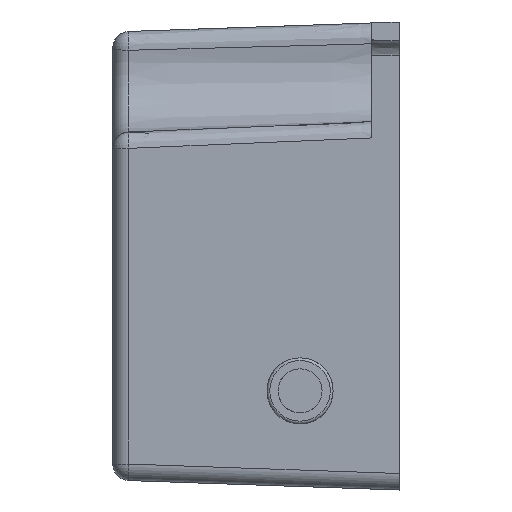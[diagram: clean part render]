
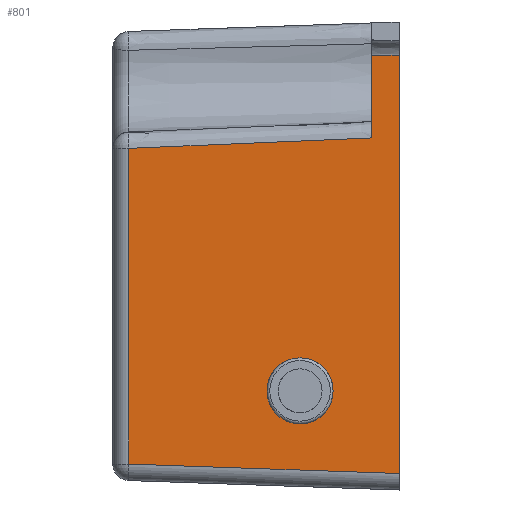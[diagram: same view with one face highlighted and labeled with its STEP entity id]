
A CAD part, left-side view. The second image highlights one B-rep face of the part: STEP entity #801.
In plain terms, the highlighted planar face has unit normal (-0.999, 0.035, 0).
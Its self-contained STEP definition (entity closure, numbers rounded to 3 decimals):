
#25=B_SPLINE_CURVE_WITH_KNOTS('',3,(#1309,#1310,#1311,#1312),
 .UNSPECIFIED.,.F.,.F.,(4,4),(-2.609,-0.401),
 .UNSPECIFIED.);
#39=FACE_BOUND('',#187,.T.);
#64=ELLIPSE('',#882,3.002,3.);
#131=FACE_OUTER_BOUND('',#186,.T.);
#186=EDGE_LOOP('',(#593,#594,#595,#596,#597,#598));
#187=EDGE_LOOP('',(#599));
#230=LINE('',#1227,#282);
#238=LINE('',#1259,#290);
#246=LINE('',#1307,#298);
#247=LINE('',#1314,#299);
#248=LINE('',#1315,#300);
#282=VECTOR('',#962,10.);
#290=VECTOR('',#988,10.);
#298=VECTOR('',#1046,10.);
#299=VECTOR('',#1047,10.);
#300=VECTOR('',#1048,10.);
#340=VERTEX_POINT('',#1224);
#341=VERTEX_POINT('',#1226);
#350=VERTEX_POINT('',#1258);
#362=VERTEX_POINT('',#1295);
#365=VERTEX_POINT('',#1306);
#366=VERTEX_POINT('',#1308);
#367=VERTEX_POINT('',#1313);
#413=EDGE_CURVE('',#341,#340,#230,.T.);
#427=EDGE_CURVE('',#341,#350,#238,.T.);
#446=EDGE_CURVE('',#362,#362,#64,.T.);
#450=EDGE_CURVE('',#340,#365,#246,.T.);
#451=EDGE_CURVE('',#366,#365,#25,.T.);
#452=EDGE_CURVE('',#367,#366,#247,.T.);
#453=EDGE_CURVE('',#350,#367,#248,.T.);
#593=ORIENTED_EDGE('',*,*,#413,.T.);
#594=ORIENTED_EDGE('',*,*,#450,.T.);
#595=ORIENTED_EDGE('',*,*,#451,.F.);
#596=ORIENTED_EDGE('',*,*,#452,.F.);
#597=ORIENTED_EDGE('',*,*,#453,.F.);
#598=ORIENTED_EDGE('',*,*,#427,.F.);
#599=ORIENTED_EDGE('',*,*,#446,.T.);
#772=PLANE('',#887);
#801=ADVANCED_FACE('',(#131,#39),#772,.T.);
#882=AXIS2_PLACEMENT_3D('',#1297,#1033,#1034);
#887=AXIS2_PLACEMENT_3D('',#1305,#1044,#1045);
#962=DIRECTION('',(0.035,0.999,0.));
#988=DIRECTION('',(0.,0.,-1.));
#1033=DIRECTION('center_axis',(0.999,-0.035,0.));
#1034=DIRECTION('ref_axis',(-0.035,-0.999,0.));
#1044=DIRECTION('center_axis',(-0.999,0.035,0.));
#1045=DIRECTION('ref_axis',(0.,0.,1.));
#1046=DIRECTION('',(0.,0.,-1.));
#1047=DIRECTION('',(0.,0.,1.));
#1048=DIRECTION('',(0.035,0.999,0.035));
#1224=CARTESIAN_POINT('',(0.087,2.5,39.5));
#1226=CARTESIAN_POINT('',(0.,0.,39.5));
#1227=CARTESIAN_POINT('',(0.002,0.057,39.5));
#1258=CARTESIAN_POINT('',(0.,0.,1.499));
#1259=CARTESIAN_POINT('',(0.,0.,42.5));
#1295=CARTESIAN_POINT('',(0.314,9.,12.));
#1297=CARTESIAN_POINT('Origin',(0.314,9.,9.));
#1305=CARTESIAN_POINT('Origin',(0.,0.,34.502));
#1306=CARTESIAN_POINT('',(0.087,2.5,31.97));
#1307=CARTESIAN_POINT('',(0.087,2.5,42.5));
#1308=CARTESIAN_POINT('',(0.857,24.552,31.026));
#1309=CARTESIAN_POINT('Ctrl Pts',(0.857,24.552,31.026));
#1310=CARTESIAN_POINT('Ctrl Pts',(0.601,17.201,31.322));
#1311=CARTESIAN_POINT('Ctrl Pts',(0.344,9.85,31.634));
#1312=CARTESIAN_POINT('Ctrl Pts',(0.087,2.5,31.97));
#1313=CARTESIAN_POINT('',(0.857,24.552,2.356));
#1314=CARTESIAN_POINT('',(0.857,24.552,27.876));
#1315=CARTESIAN_POINT('',(0.019,0.549,1.518));
